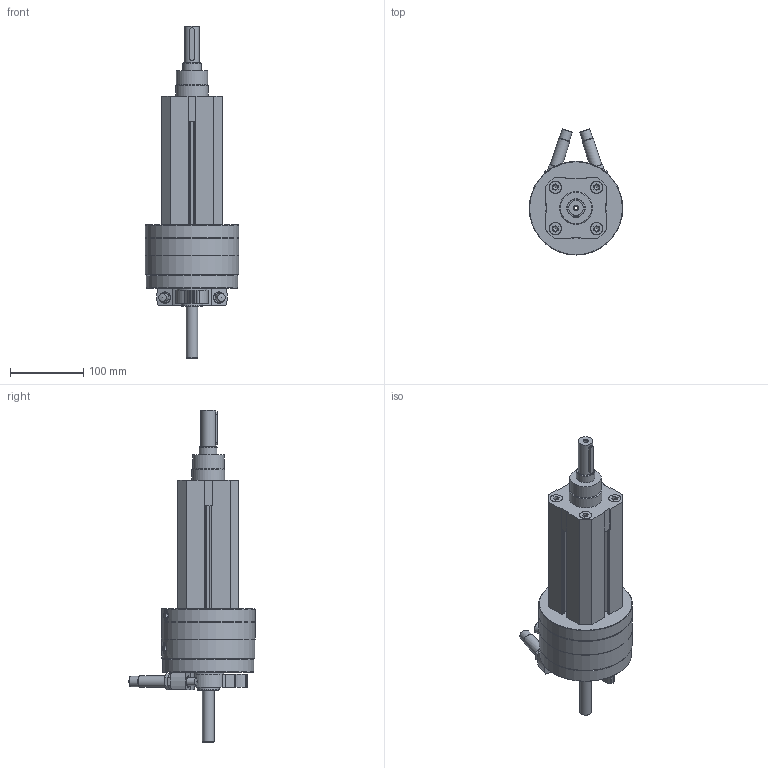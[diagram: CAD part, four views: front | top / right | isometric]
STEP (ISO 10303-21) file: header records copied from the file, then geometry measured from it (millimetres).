
FILE_DESCRIPTION(/* description */ ('STEP AP214'),/* implementation_level */ '2;1');
FILE_NAME(/* name */ '556736_DSL-40-40-270-CC-A-S20-KF-B',/* time_stamp */ '2024-08-21T17:23:40+02:00',/* author */ ('License CC BY-ND 4.0'),/* organization */ ('CADENAS'),/* preprocessor_version */ 'ST-DEVELOPER v19.3',/* originating_system */ 'PARTsolutions',/* authorisation */ ' ');
FILE_SCHEMA (('AUTOMOTIVE_DESIGN {1 0 10303 214 3 1 1}'));
Length unit declared in the file: millimetre
Products named in the file (11): 556736 DSL-40-40-270-CC-A-S20-KF-B---(0_0); 556736 DSL-40-40-270-CC-A-S20-KF-B-40_bz; 704067 DSM-40-BR---(HZ); 548014 DYSC-12-12-Y1F---(SD_0); 342623 DSM-40_NS; DIN-912 - M8x30(F); 348988 SPZ-25-P-A M16X1-5-19; 704066 DSM-40-BL---(HZ); 556736 DSL-40-0_k_kf; 306999 DSL; Shim ring DIN 988 30x42x2.5
Assembly tree (16 placements, depth 2):
  556736 DSL-40-40-270-CC-A-S20-KF-B---(0_0)
    556736 DSL-40-40-270-CC-A-S20-KF-B-40_bz
    704067 DSM-40-BR---(HZ)
    548014 DYSC-12-12-Y1F---(SD_0)  x2
    342623 DSM-40_NS  x2
    DIN-912 - M8x30(F)  x2
    348988 SPZ-25-P-A M16X1-5-19  x4
    704066 DSM-40-BL---(HZ)
    556736 DSL-40-0_k_kf
    306999 DSL
    Shim ring DIN 988 30x42x2.5
Bounding box: 128 x 172.55 x 454 mm (x, y, z)
Volume: 2237379.1 mm3; surface area: 270833 mm2
Topology: 16 solids, 16 shells, 533 faces, 1268 edges, 800 vertices
Faces by surface type: plane 281, cylinder 162, cone 88, sphere 2
Full cylindrical faces by diameter (mm): 1.567 x2, 2.5 x2, 5.6 x1, 5.917 x1, 6 x2, 6.647 x6, 8 x6, 8.566 x5, 9 x2, 11 x4, 13 x2, 14.5 x2, 14.917 x6, 15 x6, 16 x4, 17 x4, 20 x1, 25 x2, 30 x3, 42 x1, 43 x1, 45 x1, 53 x1, 61 x1, 78.5 x1, 90 x1, 122 x1, 125 x1, 127.65 x1, 128 x2
Entity records: 12302 total; most frequent: CARTESIAN_POINT 2196, DIRECTION 2131, ORIENTED_EDGE 1808, EDGE_CURVE 904, AXIS2_PLACEMENT_3D 807, VERTEX_POINT 644, FACE_BOUND 610, EDGE_LOOP 603
